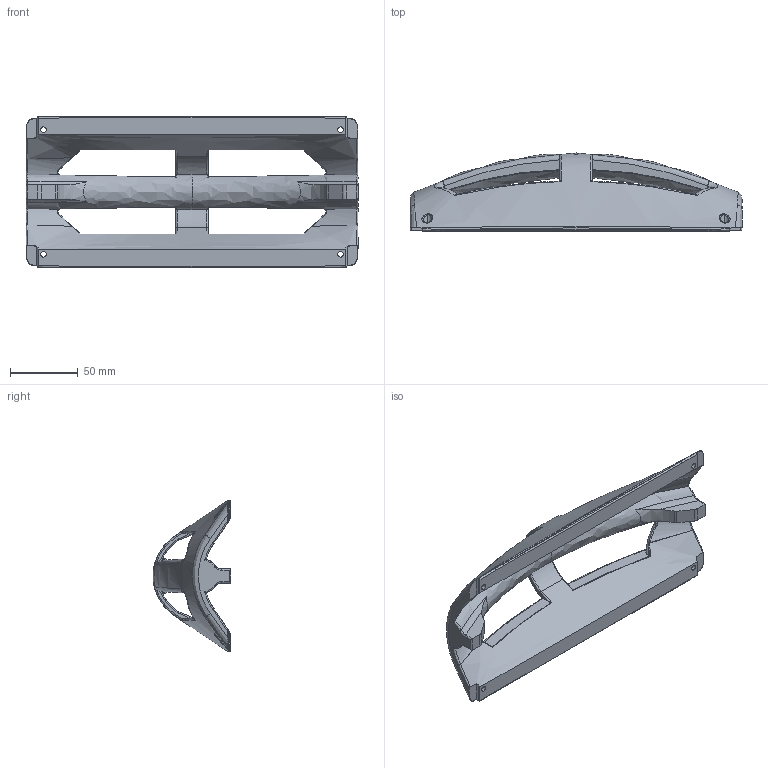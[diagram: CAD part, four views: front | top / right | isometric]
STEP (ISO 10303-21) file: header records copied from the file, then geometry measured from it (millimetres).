
FILE_DESCRIPTION (( 'STEP AP214' ), '1' );
FILE_NAME ('go1_done_turtle_shell_v2_2_3_23_refactored_done_cut_print_go1.STEP', '2024-01-08T03:01:04', ( '' ), ( '' ), 'SwSTEP 2.0', 'SolidWorks 2022', '' );
FILE_SCHEMA (( 'AUTOMOTIVE_DESIGN' ));
Length unit declared in the file: millimetre
Products named in the file (1): go1_done_turtle_shell_v2_2_3_23_refactored_done_cut_print_go1
Bounding box: 245 x 57.53 x 111.24 mm (x, y, z)
Volume: 269625.1 mm3; surface area: 70071.1 mm2
Topology: 1 solids, 1 shells, 235 faces, 635 edges, 400 vertices
Faces by surface type: bspline 159, plane 44, cylinder 32
Entity records: 16309 total; most frequent: CARTESIAN_POINT 11831, ORIENTED_EDGE 1262, EDGE_CURVE 631, B_SPLINE_CURVE_WITH_KNOTS 446, DIRECTION 438, VERTEX_POINT 400, EDGE_LOOP 253, ADVANCED_FACE 235
